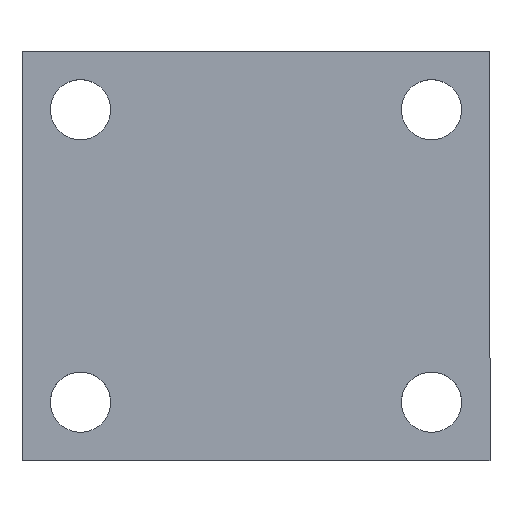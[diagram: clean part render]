
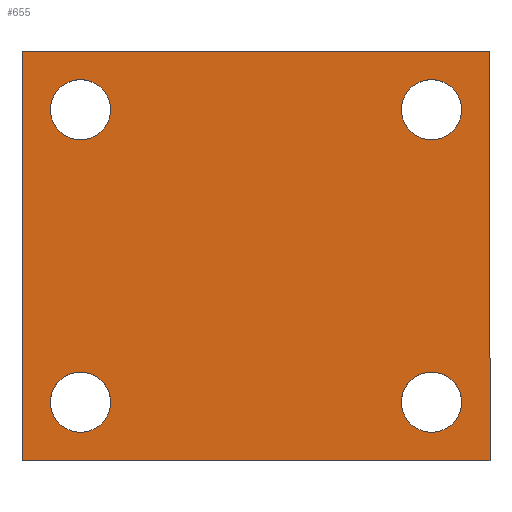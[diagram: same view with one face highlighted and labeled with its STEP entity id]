
A CAD part, top view. The second image highlights one B-rep face of the part: STEP entity #655.
In plain terms, the highlighted planar face has unit normal (0, 0, 1).
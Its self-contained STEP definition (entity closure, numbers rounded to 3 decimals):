
#72=CARTESIAN_POINT('',(91.09,-44.027,10.0));
#73=VERTEX_POINT('',#72);
#89=CARTESIAN_POINT('',(80.79,-44.027,10.0));
#90=VERTEX_POINT('',#89);
#97=CARTESIAN_POINT('',(85.94,-44.027,10.0));
#98=DIRECTION('',(0.0,0.0,-1.0));
#99=DIRECTION('',(1.0,0.0,0.0));
#100=AXIS2_PLACEMENT_3D('',#97,#98,#99);
#101=CIRCLE('',#100,5.15);
#102=EDGE_CURVE('',#73,#90,#101,.T.);
#135=CARTESIAN_POINT('',(91.09,5.973,10.0));
#136=VERTEX_POINT('',#135);
#152=CARTESIAN_POINT('',(80.79,5.973,10.0));
#153=VERTEX_POINT('',#152);
#160=CARTESIAN_POINT('',(85.94,5.973,10.0));
#161=DIRECTION('',(0.0,0.0,-1.0));
#162=DIRECTION('',(1.0,0.0,0.0));
#163=AXIS2_PLACEMENT_3D('',#160,#161,#162);
#164=CIRCLE('',#163,5.15);
#165=EDGE_CURVE('',#136,#153,#164,.T.);
#198=CARTESIAN_POINT('',(31.09,5.973,10.0));
#199=VERTEX_POINT('',#198);
#215=CARTESIAN_POINT('',(20.79,5.973,10.0));
#216=VERTEX_POINT('',#215);
#223=CARTESIAN_POINT('',(25.94,5.973,10.0));
#224=DIRECTION('',(0.0,0.0,-1.0));
#225=DIRECTION('',(1.0,0.0,0.0));
#226=AXIS2_PLACEMENT_3D('',#223,#224,#225);
#227=CIRCLE('',#226,5.15);
#228=EDGE_CURVE('',#199,#216,#227,.T.);
#261=CARTESIAN_POINT('',(31.09,-44.027,10.0));
#262=VERTEX_POINT('',#261);
#278=CARTESIAN_POINT('',(20.79,-44.027,10.0));
#279=VERTEX_POINT('',#278);
#286=CARTESIAN_POINT('',(25.94,-44.027,10.0));
#287=DIRECTION('',(0.0,0.0,-1.0));
#288=DIRECTION('',(1.0,0.0,0.0));
#289=AXIS2_PLACEMENT_3D('',#286,#287,#288);
#290=CIRCLE('',#289,5.15);
#291=EDGE_CURVE('',#262,#279,#290,.T.);
#323=CARTESIAN_POINT('',(25.94,-44.027,10.0));
#324=DIRECTION('',(0.0,0.0,-1.0));
#325=DIRECTION('',(1.0,0.0,0.0));
#326=AXIS2_PLACEMENT_3D('',#323,#324,#325);
#327=CIRCLE('',#326,5.15);
#328=EDGE_CURVE('',#279,#262,#327,.T.);
#368=CARTESIAN_POINT('',(25.94,5.973,10.0));
#369=DIRECTION('',(0.0,0.0,-1.0));
#370=DIRECTION('',(1.0,0.0,0.0));
#371=AXIS2_PLACEMENT_3D('',#368,#369,#370);
#372=CIRCLE('',#371,5.15);
#373=EDGE_CURVE('',#216,#199,#372,.T.);
#413=CARTESIAN_POINT('',(85.94,5.973,10.0));
#414=DIRECTION('',(0.0,0.0,-1.0));
#415=DIRECTION('',(1.0,0.0,0.0));
#416=AXIS2_PLACEMENT_3D('',#413,#414,#415);
#417=CIRCLE('',#416,5.15);
#418=EDGE_CURVE('',#153,#136,#417,.T.);
#458=CARTESIAN_POINT('',(85.94,-44.027,10.0));
#459=DIRECTION('',(0.0,0.0,-1.0));
#460=DIRECTION('',(1.0,0.0,0.0));
#461=AXIS2_PLACEMENT_3D('',#458,#459,#460);
#462=CIRCLE('',#461,5.15);
#463=EDGE_CURVE('',#90,#73,#462,.T.);
#481=CARTESIAN_POINT('',(95.94,15.973,10.0));
#482=VERTEX_POINT('',#481);
#483=CARTESIAN_POINT('',(95.94,-54.027,10.0));
#484=VERTEX_POINT('',#483);
#485=CARTESIAN_POINT('',(95.94,15.973,10.0));
#486=DIRECTION('',(0.0,-1.0,0.0));
#487=VECTOR('',#486,70.);
#488=LINE('',#485,#487);
#489=EDGE_CURVE('',#482,#484,#488,.T.);
#521=CARTESIAN_POINT('',(15.94,-54.027,10.0));
#522=VERTEX_POINT('',#521);
#523=CARTESIAN_POINT('',(95.94,-54.027,10.0));
#524=DIRECTION('',(-1.0,0.0,0.0));
#525=VECTOR('',#524,80.);
#526=LINE('',#523,#525);
#527=EDGE_CURVE('',#484,#522,#526,.T.);
#552=CARTESIAN_POINT('',(15.94,15.973,10.0));
#553=VERTEX_POINT('',#552);
#554=CARTESIAN_POINT('',(15.94,-54.027,10.0));
#555=DIRECTION('',(0.0,1.0,0.0));
#556=VECTOR('',#555,70.0);
#557=LINE('',#554,#556);
#558=EDGE_CURVE('',#522,#553,#557,.T.);
#583=CARTESIAN_POINT('',(15.94,15.973,10.0));
#584=DIRECTION('',(1.0,0.0,0.0));
#585=VECTOR('',#584,80.0);
#586=LINE('',#583,#585);
#587=EDGE_CURVE('',#553,#482,#586,.T.);
#628=CARTESIAN_POINT('',(55.94,-19.027,10.0));
#629=DIRECTION('',(0.0,0.0,1.0));
#630=DIRECTION('',(1.0,0.0,0.0));
#631=AXIS2_PLACEMENT_3D('',#628,#629,#630);
#632=PLANE('',#631);
#633=ORIENTED_EDGE('',*,*,#489,.F.);
#634=ORIENTED_EDGE('',*,*,#587,.F.);
#635=ORIENTED_EDGE('',*,*,#558,.F.);
#636=ORIENTED_EDGE('',*,*,#527,.F.);
#637=EDGE_LOOP('',(#633,#634,#635,#636));
#638=FACE_OUTER_BOUND('',#637,.T.);
#639=ORIENTED_EDGE('',*,*,#291,.T.);
#640=ORIENTED_EDGE('',*,*,#328,.T.);
#641=EDGE_LOOP('',(#639,#640));
#642=FACE_BOUND('',#641,.T.);
#643=ORIENTED_EDGE('',*,*,#228,.T.);
#644=ORIENTED_EDGE('',*,*,#373,.T.);
#645=EDGE_LOOP('',(#643,#644));
#646=FACE_BOUND('',#645,.T.);
#647=ORIENTED_EDGE('',*,*,#165,.T.);
#648=ORIENTED_EDGE('',*,*,#418,.T.);
#649=EDGE_LOOP('',(#647,#648));
#650=FACE_BOUND('',#649,.T.);
#651=ORIENTED_EDGE('',*,*,#102,.T.);
#652=ORIENTED_EDGE('',*,*,#463,.T.);
#653=EDGE_LOOP('',(#651,#652));
#654=FACE_BOUND('',#653,.T.);
#655=ADVANCED_FACE('',(#638,#642,#646,#650,#654),#632,.T.);
